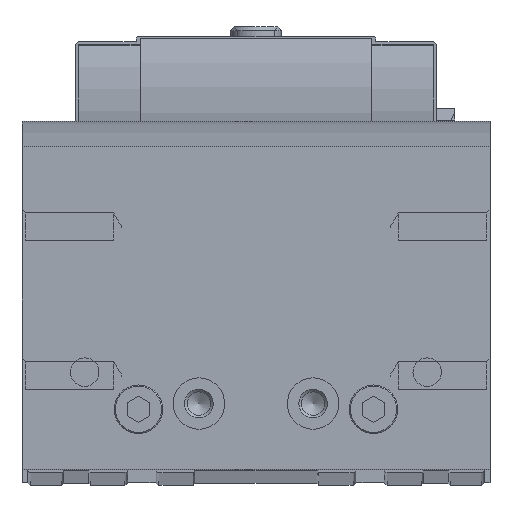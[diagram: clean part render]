
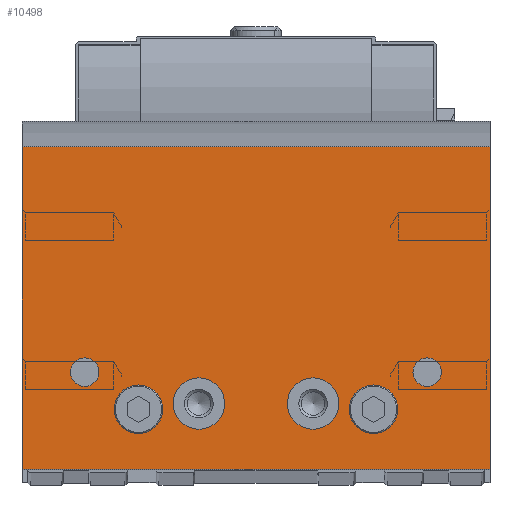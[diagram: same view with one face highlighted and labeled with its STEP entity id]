
A CAD part, top view. The second image highlights one B-rep face of the part: STEP entity #10498.
In plain terms, the highlighted planar face has unit normal (0, 0, 1).
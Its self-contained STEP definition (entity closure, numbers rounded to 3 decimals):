
#804=LINE('',#17762,#1801);
#806=LINE('',#17780,#1803);
#807=LINE('',#17782,#1804);
#808=LINE('',#17784,#1805);
#1801=VECTOR('',#14567,1000.);
#1803=VECTOR('',#14585,1000.);
#1804=VECTOR('',#14586,1000.);
#1805=VECTOR('',#14587,1000.);
#3555=ORIENTED_EDGE('',*,*,#5858,.T.);
#3556=ORIENTED_EDGE('',*,*,#5859,.T.);
#3557=ORIENTED_EDGE('',*,*,#5860,.T.);
#3558=ORIENTED_EDGE('',*,*,#5861,.T.);
#3559=ORIENTED_EDGE('',*,*,#5862,.T.);
#3560=ORIENTED_EDGE('',*,*,#5863,.T.);
#3561=ORIENTED_EDGE('',*,*,#5864,.T.);
#3562=ORIENTED_EDGE('',*,*,#5865,.F.);
#3563=ORIENTED_EDGE('',*,*,#5866,.F.);
#3564=ORIENTED_EDGE('',*,*,#5855,.T.);
#5855=EDGE_CURVE('',#7098,#7097,#804,.T.);
#5858=EDGE_CURVE('',#7100,#7100,#7900,.T.);
#5859=EDGE_CURVE('',#7101,#7101,#7901,.T.);
#5860=EDGE_CURVE('',#7102,#7102,#7902,.T.);
#5861=EDGE_CURVE('',#7103,#7103,#7903,.T.);
#5862=EDGE_CURVE('',#7104,#7104,#7904,.T.);
#5863=EDGE_CURVE('',#7105,#7105,#7905,.T.);
#5864=EDGE_CURVE('',#7097,#7106,#806,.T.);
#5865=EDGE_CURVE('',#7107,#7106,#807,.T.);
#5866=EDGE_CURVE('',#7098,#7107,#808,.T.);
#7097=VERTEX_POINT('',#17761);
#7098=VERTEX_POINT('',#17763);
#7100=VERTEX_POINT('',#17769);
#7101=VERTEX_POINT('',#17771);
#7102=VERTEX_POINT('',#17773);
#7103=VERTEX_POINT('',#17775);
#7104=VERTEX_POINT('',#17777);
#7105=VERTEX_POINT('',#17779);
#7106=VERTEX_POINT('',#17781);
#7107=VERTEX_POINT('',#17783);
#7900=CIRCLE('',#12648,4.25);
#7901=CIRCLE('',#12649,4.25);
#7902=CIRCLE('',#12650,2.5);
#7903=CIRCLE('',#12651,2.5);
#7904=CIRCLE('',#12652,4.5);
#7905=CIRCLE('',#12653,4.5);
#8405=EDGE_LOOP('',(#3555));
#8406=EDGE_LOOP('',(#3556));
#8407=EDGE_LOOP('',(#3557));
#8408=EDGE_LOOP('',(#3558));
#8409=EDGE_LOOP('',(#3559));
#8410=EDGE_LOOP('',(#3560));
#8411=EDGE_LOOP('',(#3561,#3562,#3563,#3564));
#9278=FACE_BOUND('',#8405,.T.);
#9279=FACE_BOUND('',#8406,.T.);
#9280=FACE_BOUND('',#8407,.T.);
#9281=FACE_BOUND('',#8408,.T.);
#9282=FACE_BOUND('',#8409,.T.);
#9283=FACE_BOUND('',#8410,.T.);
#9284=FACE_BOUND('',#8411,.T.);
#10043=PLANE('',#12647);
#10498=ADVANCED_FACE('',(#9278,#9279,#9280,#9281,#9282,#9283,#9284),#10043,
 .F.);
#12647=AXIS2_PLACEMENT_3D('',#17767,#14571,#14572);
#12648=AXIS2_PLACEMENT_3D('',#17768,#14573,#14574);
#12649=AXIS2_PLACEMENT_3D('',#17770,#14575,#14576);
#12650=AXIS2_PLACEMENT_3D('',#17772,#14577,#14578);
#12651=AXIS2_PLACEMENT_3D('',#17774,#14579,#14580);
#12652=AXIS2_PLACEMENT_3D('',#17776,#14581,#14582);
#12653=AXIS2_PLACEMENT_3D('',#17778,#14583,#14584);
#14567=DIRECTION('',(-1.,0.,0.));
#14571=DIRECTION('',(0.,0.,-1.));
#14572=DIRECTION('',(-1.,0.,0.));
#14573=DIRECTION('',(0.,0.,-1.));
#14574=DIRECTION('',(-1.,0.,0.));
#14575=DIRECTION('',(0.,0.,-1.));
#14576=DIRECTION('',(-1.,0.,0.));
#14577=DIRECTION('',(0.,0.,-1.));
#14578=DIRECTION('',(-1.,0.,0.));
#14579=DIRECTION('',(0.,0.,-1.));
#14580=DIRECTION('',(-1.,0.,0.));
#14581=DIRECTION('',(0.,0.,-1.));
#14582=DIRECTION('',(-1.,0.,0.));
#14583=DIRECTION('',(0.,0.,-1.));
#14584=DIRECTION('',(-1.,0.,0.));
#14585=DIRECTION('',(0.,-1.,0.));
#14586=DIRECTION('',(-1.,0.,0.));
#14587=DIRECTION('',(0.,-1.,0.));
#17761=CARTESIAN_POINT('',(-41.,56.974,1321.));
#17762=CARTESIAN_POINT('',(41.,56.974,1321.));
#17763=CARTESIAN_POINT('',(41.,56.974,1321.));
#17767=CARTESIAN_POINT('',(41.,56.974,1321.));
#17768=CARTESIAN_POINT('',(-20.6,11.,1321.));
#17769=CARTESIAN_POINT('',(-24.85,11.,1321.));
#17770=CARTESIAN_POINT('',(20.6,11.,1321.));
#17771=CARTESIAN_POINT('',(16.35,11.,1321.));
#17772=CARTESIAN_POINT('',(-30.,17.5,1321.));
#17773=CARTESIAN_POINT('',(-32.5,17.5,1321.));
#17774=CARTESIAN_POINT('',(30.,17.5,1321.));
#17775=CARTESIAN_POINT('',(27.5,17.5,1321.));
#17776=CARTESIAN_POINT('',(-10.,12.,1321.));
#17777=CARTESIAN_POINT('',(-14.5,12.,1321.));
#17778=CARTESIAN_POINT('',(10.,12.,1321.));
#17779=CARTESIAN_POINT('',(5.5,12.,1321.));
#17780=CARTESIAN_POINT('',(-41.,56.974,1321.));
#17781=CARTESIAN_POINT('',(-41.,0.5,1321.));
#17782=CARTESIAN_POINT('',(41.,0.5,1321.));
#17783=CARTESIAN_POINT('',(41.,0.5,1321.));
#17784=CARTESIAN_POINT('',(41.,56.974,1321.));
